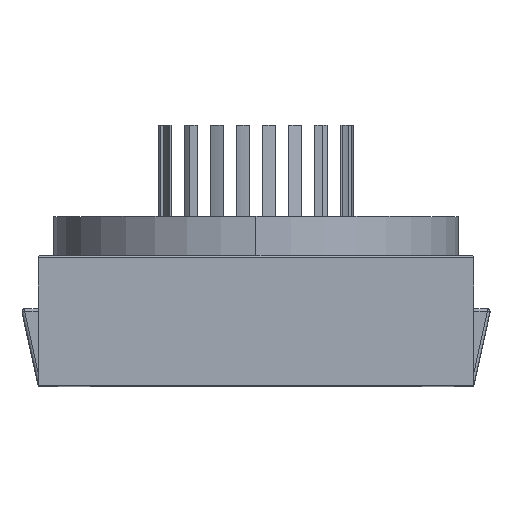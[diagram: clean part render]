
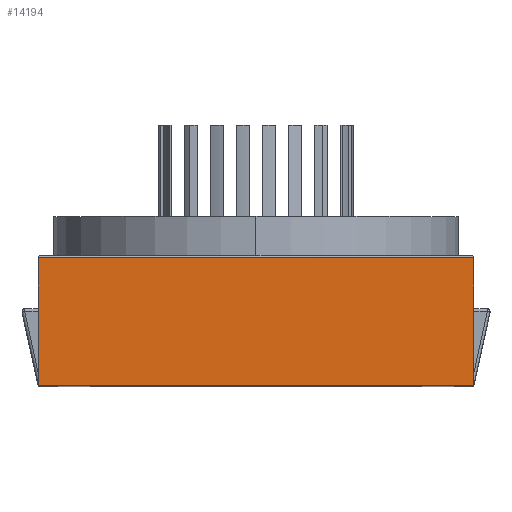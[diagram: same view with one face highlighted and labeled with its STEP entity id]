
A CAD part, top view. The second image highlights one B-rep face of the part: STEP entity #14194.
In plain terms, the highlighted planar face has unit normal (0, 0, 1).
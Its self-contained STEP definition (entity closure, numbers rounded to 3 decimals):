
#87 = CARTESIAN_POINT ( 'NONE',  ( 16.7, -0.2, 25. ) ) ;
#211 = LINE ( 'NONE', #10630, #3918 ) ;
#1080 = ORIENTED_EDGE ( 'NONE', *, *, #19819, .F. ) ;
#1171 = FACE_OUTER_BOUND ( 'NONE', #14127, .T. ) ;
#1498 = EDGE_CURVE ( 'NONE', #19386, #18502, #211, .T. ) ;
#2520 = VERTEX_POINT ( 'NONE', #16402 ) ;
#2785 = LINE ( 'NONE', #4833, #18909 ) ;
#3112 = CARTESIAN_POINT ( 'NONE',  ( 16.7, -10., 25. ) ) ;
#3380 = CARTESIAN_POINT ( 'NONE',  ( 16.7, -10., 25. ) ) ;
#3901 = VERTEX_POINT ( 'NONE', #87 ) ;
#3918 = VECTOR ( 'NONE', #12372, 1000. ) ;
#3939 = LINE ( 'NONE', #3112, #11948 ) ;
#4632 = DIRECTION ( 'NONE',  ( 0., 0., 1. ) ) ;
#4825 = ORIENTED_EDGE ( 'NONE', *, *, #17499, .T. ) ;
#4833 = CARTESIAN_POINT ( 'NONE',  ( -16.7, -10., 25. ) ) ;
#4997 = CARTESIAN_POINT ( 'NONE',  ( -16.7, -10., 25. ) ) ;
#6164 = CARTESIAN_POINT ( 'NONE',  ( 16.7, -10., 25. ) ) ;
#7238 = EDGE_CURVE ( 'NONE', #18502, #3901, #3939, .T. ) ;
#8790 = VECTOR ( 'NONE', #14356, 1000. ) ;
#9598 = ORIENTED_EDGE ( 'NONE', *, *, #1498, .T. ) ;
#9961 = DIRECTION ( 'NONE',  ( 0., 1., 0. ) ) ;
#10630 = CARTESIAN_POINT ( 'NONE',  ( 16.7, -10., 25. ) ) ;
#11948 = VECTOR ( 'NONE', #15958, 1000. ) ;
#12372 = DIRECTION ( 'NONE',  ( 1., 0., 0. ) ) ;
#12695 = CARTESIAN_POINT ( 'NONE',  ( 16.7, -0.2, 25. ) ) ;
#13586 = LINE ( 'NONE', #12695, #8790 ) ;
#14127 = EDGE_LOOP ( 'NONE', ( #20485, #4825, #1080, #9598 ) ) ;
#14194 = ADVANCED_FACE ( 'NONE', ( #1171 ), #14280, .T. ) ;
#14280 = PLANE ( 'NONE',  #18690 ) ;
#14356 = DIRECTION ( 'NONE',  ( -1., 0., 0. ) ) ;
#15896 = DIRECTION ( 'NONE',  ( 1., 0., 0. ) ) ;
#15958 = DIRECTION ( 'NONE',  ( 0., 1., 0. ) ) ;
#16402 = CARTESIAN_POINT ( 'NONE',  ( -16.7, -0.2, 25. ) ) ;
#17499 = EDGE_CURVE ( 'NONE', #3901, #2520, #13586, .T. ) ;
#18502 = VERTEX_POINT ( 'NONE', #3380 ) ;
#18690 = AXIS2_PLACEMENT_3D ( 'NONE', #6164, #4632, #15896 ) ;
#18909 = VECTOR ( 'NONE', #9961, 1000. ) ;
#19386 = VERTEX_POINT ( 'NONE', #4997 ) ;
#19819 = EDGE_CURVE ( 'NONE', #19386, #2520, #2785, .T. ) ;
#20485 = ORIENTED_EDGE ( 'NONE', *, *, #7238, .T. ) ;
